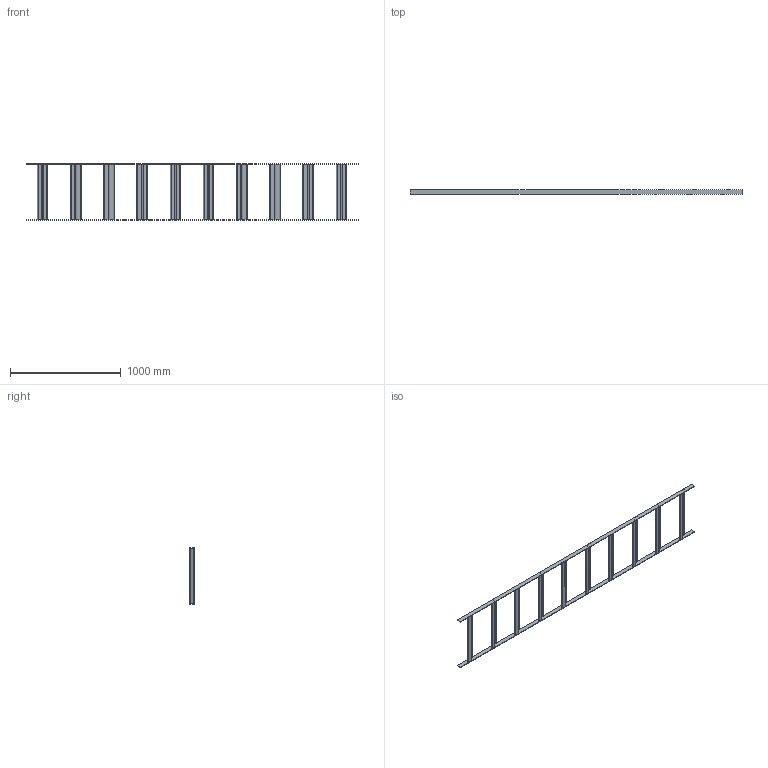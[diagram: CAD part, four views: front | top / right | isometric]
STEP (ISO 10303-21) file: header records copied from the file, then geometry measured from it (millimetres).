
FILE_DESCRIPTION (( 'STEP AP214' ), '1' );
FILE_NAME ('7790780.STEP', '2016-05-31T08:08:12', ( '' ), ( '' ), 'SwSTEP 2.0', 'SolidWorks 2014', '' );
FILE_SCHEMA (( 'AUTOMOTIVE_DESIGN' ));
Length unit declared in the file: millimetre
Products named in the file (3): 7790780; 108985_Z-Sprosse-500; 108979_Standard
Assembly tree (12 placements, depth 2):
  7790780
    108979_Standard  x2
    108985_Z-Sprosse-500  x10
Bounding box: 3000 x 40 x 510 mm (x, y, z)
Volume: 2402092.3 mm3; surface area: 1767700.7 mm2
Topology: 12 solids, 12 shells, 392 faces, 784 edges, 416 vertices
Faces by surface type: plane 312, cylinder 80
Entity records: 1282 total; most frequent: DIRECTION 222, CARTESIAN_POINT 195, ORIENTED_EDGE 176, EDGE_CURVE 88, AXIS2_PLACEMENT_3D 75, LINE 72, VECTOR 72, VERTEX_POINT 48
